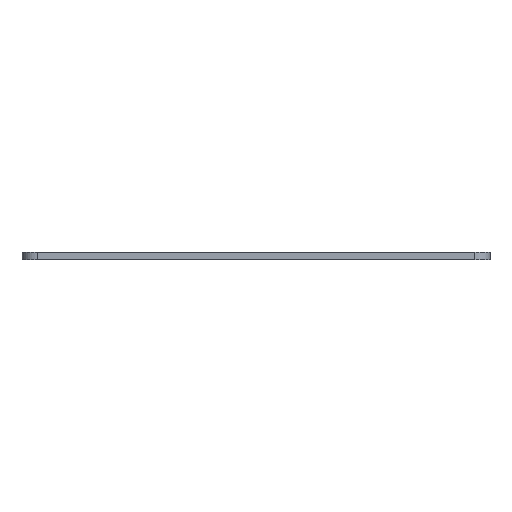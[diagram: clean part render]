
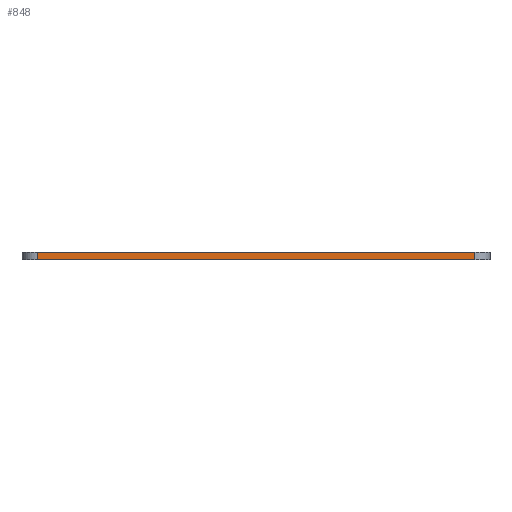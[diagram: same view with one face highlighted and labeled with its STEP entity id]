
A CAD part, left-side view. The second image highlights one B-rep face of the part: STEP entity #848.
In plain terms, the highlighted planar face has unit normal (-1, 0, 0).
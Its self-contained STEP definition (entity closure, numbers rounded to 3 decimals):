
#399=CARTESIAN_POINT('',(-67.417,-38.647,8.228));
#400=VERTEX_POINT('',#399);
#401=CARTESIAN_POINT('',(-67.416,38.48,8.228));
#402=VERTEX_POINT('',#401);
#403=CARTESIAN_POINT('',(-67.417,-38.647,8.228));
#404=DIRECTION('',(0.,1.,0.));
#405=VECTOR('',#404,77.126);
#406=LINE('',#403,#405);
#407=EDGE_CURVE('',#400,#402,#406,.T.);
#593=CARTESIAN_POINT('',(-67.417,-38.647,6.958));
#594=VERTEX_POINT('',#593);
#604=CARTESIAN_POINT('',(-67.416,38.48,6.958));
#605=VERTEX_POINT('',#604);
#606=CARTESIAN_POINT('',(-67.417,-38.647,6.958));
#607=DIRECTION('',(0.,1.,0.));
#608=VECTOR('',#607,77.126);
#609=LINE('',#606,#608);
#610=EDGE_CURVE('',#594,#605,#609,.T.);
#827=CARTESIAN_POINT('',(-67.416,-0.016,11.494));
#828=DIRECTION('',(-1.,0.,0.));
#829=DIRECTION('',(0.,-1.,0.));
#830=AXIS2_PLACEMENT_3D('',#827,#828,#829);
#831=PLANE('',#830);
#832=ORIENTED_EDGE('',*,*,#610,.F.);
#833=CARTESIAN_POINT('',(-67.417,-38.647,6.958));
#834=DIRECTION('',(0.,0.,1.));
#835=VECTOR('',#834,1.27);
#836=LINE('',#833,#835);
#837=EDGE_CURVE('',#594,#400,#836,.T.);
#838=ORIENTED_EDGE('',*,*,#837,.T.);
#839=ORIENTED_EDGE('',*,*,#407,.T.);
#840=CARTESIAN_POINT('',(-67.416,38.48,6.958));
#841=DIRECTION('',(0.,0.,1.));
#842=VECTOR('',#841,1.27);
#843=LINE('',#840,#842);
#844=EDGE_CURVE('',#605,#402,#843,.T.);
#845=ORIENTED_EDGE('',*,*,#844,.F.);
#846=EDGE_LOOP('',(#832,#838,#839,#845));
#847=FACE_BOUND('',#846,.T.);
#848=ADVANCED_FACE('',(#847),#831,.T.);
